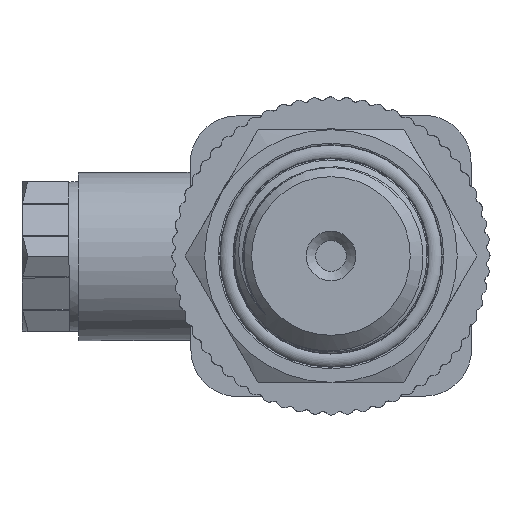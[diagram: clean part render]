
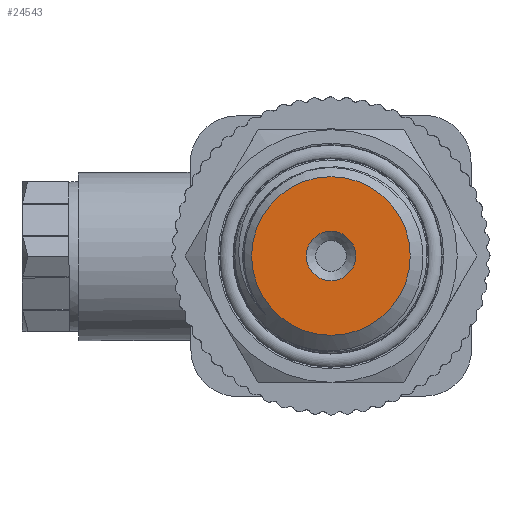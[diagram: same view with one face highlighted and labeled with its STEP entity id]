
A CAD part, left-side view. The second image highlights one B-rep face of the part: STEP entity #24543.
In plain terms, the highlighted planar face has unit normal (-1, 0, 0).
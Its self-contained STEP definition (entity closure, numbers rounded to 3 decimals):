
#338=PLANE('',#25848);
#1561=FACE_BOUND('',#3402,.T.);
#1996=FACE_OUTER_BOUND('',#3401,.T.);
#3401=EDGE_LOOP('',(#18325));
#3402=EDGE_LOOP('',(#18326));
#4623=CIRCLE('',#25811,8.478);
#4641=CIRCLE('',#25847,2.65);
#10785=VERTEX_POINT('',#44829);
#10804=VERTEX_POINT('',#48631);
#13579=EDGE_CURVE('',#10785,#10785,#4623,.T.);
#13617=EDGE_CURVE('',#10804,#10804,#4641,.T.);
#18325=ORIENTED_EDGE('',*,*,#13579,.T.);
#18326=ORIENTED_EDGE('',*,*,#13617,.T.);
#24543=ADVANCED_FACE('',(#1996,#1561),#338,.T.);
#25811=AXIS2_PLACEMENT_3D('',#44831,#27739,#27740);
#25847=AXIS2_PLACEMENT_3D('',#48633,#27818,#27819);
#25848=AXIS2_PLACEMENT_3D('',#48634,#27820,#27821);
#27739=DIRECTION('center_axis',(-1.,0.,0.));
#27740=DIRECTION('ref_axis',(0.,1.,0.));
#27818=DIRECTION('center_axis',(1.,0.,0.));
#27819=DIRECTION('ref_axis',(0.,0.,-1.));
#27820=DIRECTION('center_axis',(-1.,0.,0.));
#27821=DIRECTION('ref_axis',(0.,0.,1.));
#44829=CARTESIAN_POINT('',(-61.,-8.478,0.));
#44831=CARTESIAN_POINT('Origin',(-61.,0.,0.));
#48631=CARTESIAN_POINT('',(-61.,-2.65,0.));
#48633=CARTESIAN_POINT('Origin',(-61.,0.,0.));
#48634=CARTESIAN_POINT('Origin',(-61.,10.478,0.));
